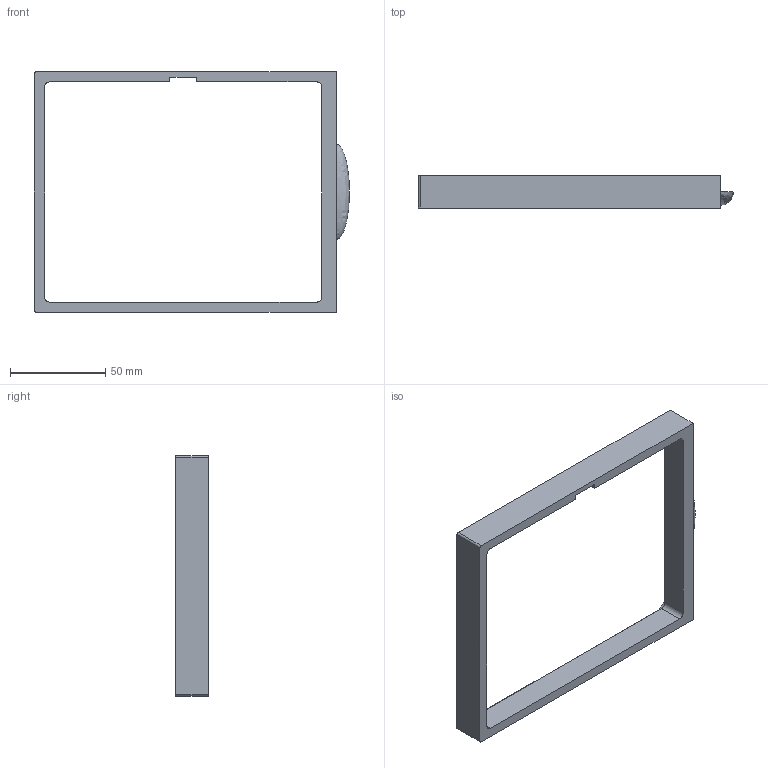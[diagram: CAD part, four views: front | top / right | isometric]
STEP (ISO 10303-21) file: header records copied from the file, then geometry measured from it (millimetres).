
FILE_DESCRIPTION(/* description */ (''),/* implementation_level */ '2;1');
FILE_NAME(/* name */ 'Filter holder case.step',/* time_stamp */ '2019-10-02T03:14:26+09:00',/* author */ (''),/* organization */ (''),/* preprocessor_version */ 'ST-DEVELOPER v18',/* originating_system */ 'Autodesk Translation Framework v8.6.0.1094',/* authorisation */ '');
FILE_SCHEMA (('AUTOMOTIVE_DESIGN { 1 0 10303 214 3 1 1 }'));
Length unit declared in the file: millimetre
Products named in the file (1): Filter case
Bounding box: 165.2 x 17 x 126 mm (x, y, z)
Volume: 48063 mm3; surface area: 25410.5 mm2
Topology: 1 solids, 1 shells, 32 faces, 88 edges, 56 vertices
Faces by surface type: plane 20, cylinder 10, bspline 2
Entity records: 1056 total; most frequent: CARTESIAN_POINT 201, DIRECTION 170, ORIENTED_EDGE 168, EDGE_CURVE 84, LINE 60, VECTOR 60, VERTEX_POINT 56, AXIS2_PLACEMENT_3D 55
